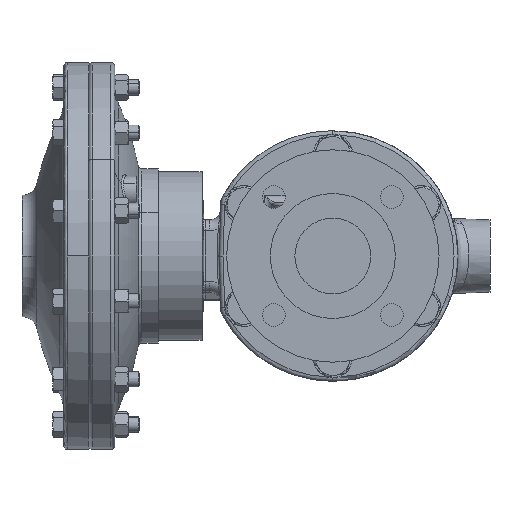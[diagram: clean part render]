
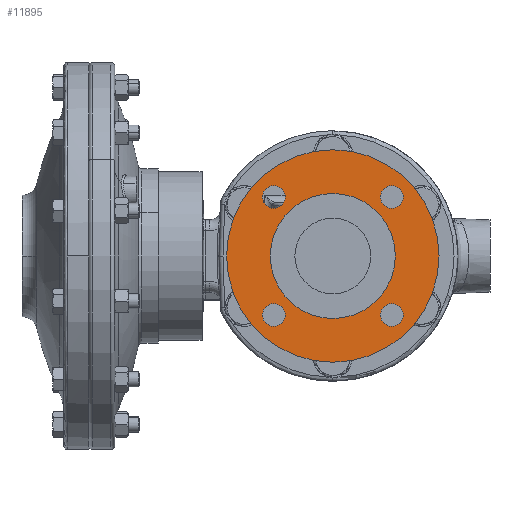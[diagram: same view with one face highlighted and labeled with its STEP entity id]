
A CAD part, left-side view. The second image highlights one B-rep face of the part: STEP entity #11895.
In plain terms, the highlighted planar face has unit normal (-1, 0, 0).
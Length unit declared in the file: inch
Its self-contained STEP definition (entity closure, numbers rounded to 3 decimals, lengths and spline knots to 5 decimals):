
#854 = FACE_BOUND ( 'NONE', #9671, .T. ) ;
#1127 = CARTESIAN_POINT ( 'NONE',  ( -6.57, -1.94454, -1.56954 ) ) ;
#1767 = DIRECTION ( 'NONE',  ( -1., 0., 0. ) ) ;
#2179 = DIRECTION ( 'NONE',  ( 0., 0., 1. ) ) ;
#2217 = ORIENTED_EDGE ( 'NONE', *, *, #7945, .F. ) ;
#2348 = VERTEX_POINT ( 'NONE', #19408 ) ;
#3031 = VERTEX_POINT ( 'NONE', #36443 ) ;
#3180 = EDGE_CURVE ( 'NONE', #25983, #18342, #35549, .T. ) ;
#3665 = CARTESIAN_POINT ( 'NONE',  ( -6.57, 0., 2.06 ) ) ;
#4655 = PLANE ( 'NONE',  #9059 ) ;
#5753 = VERTEX_POINT ( 'NONE', #13099 ) ;
#6317 = AXIS2_PLACEMENT_3D ( 'NONE', #15452, #36677, #18482 ) ;
#6333 = DIRECTION ( 'NONE',  ( -1., 0., 0. ) ) ;
#6630 = DIRECTION ( 'NONE',  ( -1., 0., 0. ) ) ;
#6718 = AXIS2_PLACEMENT_3D ( 'NONE', #19868, #1767, #22933 ) ;
#6905 = AXIS2_PLACEMENT_3D ( 'NONE', #24490, #6333, #27540 ) ;
#7707 = AXIS2_PLACEMENT_3D ( 'NONE', #31867, #13676, #34941 ) ;
#7803 = DIRECTION ( 'NONE',  ( -1., 0., 0. ) ) ;
#7934 = FACE_BOUND ( 'NONE', #12444, .T. ) ;
#7945 = EDGE_CURVE ( 'NONE', #18342, #25983, #33462, .T. ) ;
#8720 = EDGE_LOOP ( 'NONE', ( #2217, #23359 ) ) ;
#9059 = AXIS2_PLACEMENT_3D ( 'NONE', #22300, #10763, #31992 ) ;
#9671 = EDGE_LOOP ( 'NONE', ( #29195, #17588 ) ) ;
#9954 = CARTESIAN_POINT ( 'NONE',  ( -6.57, -1.94454, 1.56954 ) ) ;
#10156 = AXIS2_PLACEMENT_3D ( 'NONE', #15299, #36524, #18339 ) ;
#10763 = DIRECTION ( 'NONE',  ( -1., 0., 0. ) ) ;
#10784 = FACE_BOUND ( 'NONE', #8720, .T. ) ;
#11129 = EDGE_CURVE ( 'NONE', #30066, #5753, #25042, .T. ) ;
#11582 = VERTEX_POINT ( 'NONE', #35858 ) ;
#11895 = ADVANCED_FACE ( 'NONE', ( #10784, #854, #24033, #15981, #7934, #39213 ), #4655, .T. ) ;
#12444 = EDGE_LOOP ( 'NONE', ( #29016, #30642 ) ) ;
#12694 = EDGE_CURVE ( 'NONE', #11582, #20352, #30212, .T. ) ;
#12820 = ORIENTED_EDGE ( 'NONE', *, *, #33587, .F. ) ;
#13099 = CARTESIAN_POINT ( 'NONE',  ( -6.57, 1.94454, 1.56954 ) ) ;
#13676 = DIRECTION ( 'NONE',  ( 1., 0., 0. ) ) ;
#13700 = CARTESIAN_POINT ( 'NONE',  ( -6.57, -1.94454, -1.94454 ) ) ;
#13781 = ORIENTED_EDGE ( 'NONE', *, *, #18796, .F. ) ;
#13886 = DIRECTION ( 'NONE',  ( -1., 0., 0. ) ) ;
#14155 = VERTEX_POINT ( 'NONE', #3665 ) ;
#15299 = CARTESIAN_POINT ( 'NONE',  ( -6.57, 1.94454, -1.94454 ) ) ;
#15452 = CARTESIAN_POINT ( 'NONE',  ( -6.57, 0., 0. ) ) ;
#15884 = AXIS2_PLACEMENT_3D ( 'NONE', #38462, #20286, #2179 ) ;
#15981 = FACE_BOUND ( 'NONE', #16231, .T. ) ;
#16167 = DIRECTION ( 'NONE',  ( 1., 0., 0. ) ) ;
#16231 = EDGE_LOOP ( 'NONE', ( #22566, #22416 ) ) ;
#16753 = DIRECTION ( 'NONE',  ( 0., 0., 1. ) ) ;
#16971 = DIRECTION ( 'NONE',  ( 1., 0., 0. ) ) ;
#17588 = ORIENTED_EDGE ( 'NONE', *, *, #32425, .F. ) ;
#17635 = AXIS2_PLACEMENT_3D ( 'NONE', #13700, #34953, #16753 ) ;
#18339 = DIRECTION ( 'NONE',  ( 0., 0., 1. ) ) ;
#18342 = VERTEX_POINT ( 'NONE', #23037 ) ;
#18482 = DIRECTION ( 'NONE',  ( 0., 0., -1. ) ) ;
#18796 = EDGE_CURVE ( 'NONE', #20352, #11582, #29822, .T. ) ;
#18890 = CIRCLE ( 'NONE', #7707, 2.06 ) ;
#19408 = CARTESIAN_POINT ( 'NONE',  ( -6.57, -1.94454, 2.31954 ) ) ;
#19868 = CARTESIAN_POINT ( 'NONE',  ( -6.57, 1.94454, 1.94454 ) ) ;
#20286 = DIRECTION ( 'NONE',  ( -1., 0., 0. ) ) ;
#20352 = VERTEX_POINT ( 'NONE', #32227 ) ;
#20846 = AXIS2_PLACEMENT_3D ( 'NONE', #24789, #6630, #27855 ) ;
#21099 = ORIENTED_EDGE ( 'NONE', *, *, #24533, .F. ) ;
#21791 = CIRCLE ( 'NONE', #36090, 0.375 ) ;
#22300 = CARTESIAN_POINT ( 'NONE',  ( -6.57, 2.06, 0. ) ) ;
#22416 = ORIENTED_EDGE ( 'NONE', *, *, #36959, .F. ) ;
#22566 = ORIENTED_EDGE ( 'NONE', *, *, #11129, .F. ) ;
#22933 = DIRECTION ( 'NONE',  ( 0., 0., 1. ) ) ;
#23037 = CARTESIAN_POINT ( 'NONE',  ( -6.57, 1.94454, -1.56954 ) ) ;
#23359 = ORIENTED_EDGE ( 'NONE', *, *, #3180, .F. ) ;
#23924 = VERTEX_POINT ( 'NONE', #1127 ) ;
#24033 = FACE_BOUND ( 'NONE', #39220, .T. ) ;
#24169 = CIRCLE ( 'NONE', #17635, 0.375 ) ;
#24346 = AXIS2_PLACEMENT_3D ( 'NONE', #34377, #16167, #37399 ) ;
#24490 = CARTESIAN_POINT ( 'NONE',  ( -6.57, 1.94454, -1.94454 ) ) ;
#24533 = EDGE_CURVE ( 'NONE', #2348, #38748, #28347, .T. ) ;
#24789 = CARTESIAN_POINT ( 'NONE',  ( -6.57, -1.94454, 1.94454 ) ) ;
#25042 = CIRCLE ( 'NONE', #6718, 0.375 ) ;
#25576 = CARTESIAN_POINT ( 'NONE',  ( -6.57, 1.94454, -2.31954 ) ) ;
#25944 = CARTESIAN_POINT ( 'NONE',  ( -6.57, -1.94454, 1.94454 ) ) ;
#25983 = VERTEX_POINT ( 'NONE', #25576 ) ;
#27540 = DIRECTION ( 'NONE',  ( 0., 0., 1. ) ) ;
#27855 = DIRECTION ( 'NONE',  ( 0., 0., 1. ) ) ;
#28049 = CIRCLE ( 'NONE', #15884, 0.375 ) ;
#28115 = AXIS2_PLACEMENT_3D ( 'NONE', #25944, #7803, #29008 ) ;
#28347 = CIRCLE ( 'NONE', #28115, 0.375 ) ;
#29008 = DIRECTION ( 'NONE',  ( 0., 0., 1. ) ) ;
#29016 = ORIENTED_EDGE ( 'NONE', *, *, #34484, .T. ) ;
#29195 = ORIENTED_EDGE ( 'NONE', *, *, #37953, .F. ) ;
#29233 = VERTEX_POINT ( 'NONE', #33428 ) ;
#29822 = CIRCLE ( 'NONE', #24346, 3.5 ) ;
#30066 = VERTEX_POINT ( 'NONE', #30414 ) ;
#30212 = CIRCLE ( 'NONE', #38036, 3.5 ) ;
#30301 = CIRCLE ( 'NONE', #20846, 0.375 ) ;
#30414 = CARTESIAN_POINT ( 'NONE',  ( -6.57, 1.94454, 2.31954 ) ) ;
#30642 = ORIENTED_EDGE ( 'NONE', *, *, #39183, .T. ) ;
#31347 = CIRCLE ( 'NONE', #6317, 2.06 ) ;
#31867 = CARTESIAN_POINT ( 'NONE',  ( -6.57, 0., 0. ) ) ;
#31992 = DIRECTION ( 'NONE',  ( 0., 0., 1. ) ) ;
#32094 = CARTESIAN_POINT ( 'NONE',  ( -6.57, -1.94454, -1.94454 ) ) ;
#32227 = CARTESIAN_POINT ( 'NONE',  ( -6.57, 0., 3.5 ) ) ;
#32425 = EDGE_CURVE ( 'NONE', #3031, #23924, #21791, .T. ) ;
#33428 = CARTESIAN_POINT ( 'NONE',  ( -6.57, 0., -2.06 ) ) ;
#33462 = CIRCLE ( 'NONE', #6905, 0.375 ) ;
#33587 = EDGE_CURVE ( 'NONE', #38748, #2348, #30301, .T. ) ;
#34377 = CARTESIAN_POINT ( 'NONE',  ( -6.57, 0., 0. ) ) ;
#34484 = EDGE_CURVE ( 'NONE', #29233, #14155, #18890, .T. ) ;
#34723 = EDGE_LOOP ( 'NONE', ( #36497, #13781 ) ) ;
#34941 = DIRECTION ( 'NONE',  ( 0., 0., -1. ) ) ;
#34953 = DIRECTION ( 'NONE',  ( -1., 0., 0. ) ) ;
#35134 = DIRECTION ( 'NONE',  ( 0., 0., 1. ) ) ;
#35159 = CARTESIAN_POINT ( 'NONE',  ( -6.57, 0., 0. ) ) ;
#35549 = CIRCLE ( 'NONE', #10156, 0.375 ) ;
#35858 = CARTESIAN_POINT ( 'NONE',  ( -6.57, 0., -3.5 ) ) ;
#36090 = AXIS2_PLACEMENT_3D ( 'NONE', #32094, #13886, #35134 ) ;
#36443 = CARTESIAN_POINT ( 'NONE',  ( -6.57, -1.94454, -2.31954 ) ) ;
#36497 = ORIENTED_EDGE ( 'NONE', *, *, #12694, .F. ) ;
#36524 = DIRECTION ( 'NONE',  ( -1., 0., 0. ) ) ;
#36677 = DIRECTION ( 'NONE',  ( 1., 0., 0. ) ) ;
#36959 = EDGE_CURVE ( 'NONE', #5753, #30066, #28049, .T. ) ;
#37399 = DIRECTION ( 'NONE',  ( 0., 0., -1. ) ) ;
#37953 = EDGE_CURVE ( 'NONE', #23924, #3031, #24169, .T. ) ;
#38036 = AXIS2_PLACEMENT_3D ( 'NONE', #35159, #16971, #38212 ) ;
#38212 = DIRECTION ( 'NONE',  ( 0., 0., -1. ) ) ;
#38462 = CARTESIAN_POINT ( 'NONE',  ( -6.57, 1.94454, 1.94454 ) ) ;
#38748 = VERTEX_POINT ( 'NONE', #9954 ) ;
#39183 = EDGE_CURVE ( 'NONE', #14155, #29233, #31347, .T. ) ;
#39213 = FACE_OUTER_BOUND ( 'NONE', #34723, .T. ) ;
#39220 = EDGE_LOOP ( 'NONE', ( #21099, #12820 ) ) ;
